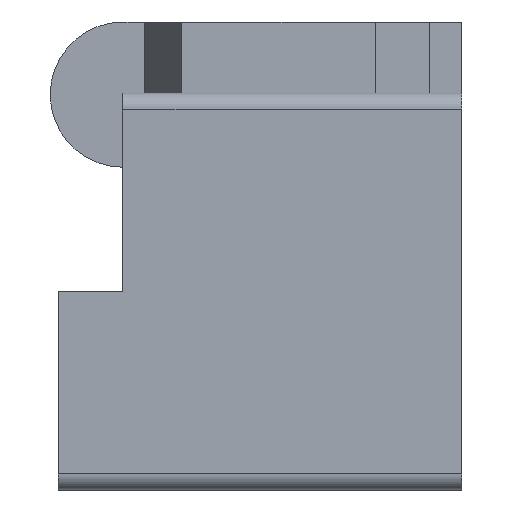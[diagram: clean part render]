
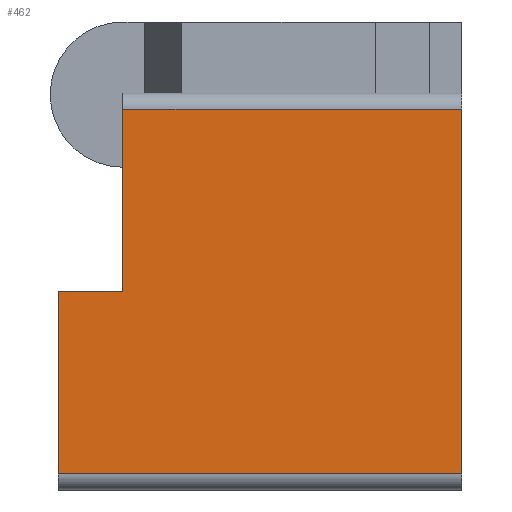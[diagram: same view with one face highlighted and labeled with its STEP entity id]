
A CAD part, front view. The second image highlights one B-rep face of the part: STEP entity #462.
In plain terms, the highlighted planar face has unit normal (0, -1, 0).
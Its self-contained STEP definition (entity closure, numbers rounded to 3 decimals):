
#98 = VERTEX_POINT('',#99);
#99 = CARTESIAN_POINT('',(0.637,-1.,0.05));
#106 = EDGE_CURVE('',#107,#98,#109,.T.);
#107 = VERTEX_POINT('',#108);
#108 = CARTESIAN_POINT('',(0.637,-1.,1.18));
#109 = LINE('',#110,#111);
#110 = CARTESIAN_POINT('',(0.637,-1.,1.18));
#111 = VECTOR('',#112,1.);
#112 = DIRECTION('',(0.,0.,-1.));
#328 = VERTEX_POINT('',#329);
#329 = CARTESIAN_POINT('',(-0.613,-1.,0.615));
#337 = VERTEX_POINT('',#338);
#338 = CARTESIAN_POINT('',(-0.413,-1.,0.615));
#344 = EDGE_CURVE('',#328,#337,#345,.T.);
#345 = LINE('',#346,#347);
#346 = CARTESIAN_POINT('',(-0.613,-1.,0.615));
#347 = VECTOR('',#348,1.);
#348 = DIRECTION('',(1.,0.,0.));
#399 = EDGE_CURVE('',#328,#400,#402,.T.);
#400 = VERTEX_POINT('',#401);
#401 = CARTESIAN_POINT('',(-0.613,-1.,0.05)
  );
#402 = LINE('',#403,#404);
#403 = CARTESIAN_POINT('',(-0.613,-1.,0.615));
#404 = VECTOR('',#405,1.);
#405 = DIRECTION('',(0.,0.,-1.));
#462 = ADVANCED_FACE('',(#463),#488,.T.);
#463 = FACE_BOUND('',#464,.F.);
#464 = EDGE_LOOP('',(#465,#466,#474,#480,#481,#487));
#465 = ORIENTED_EDGE('',*,*,#344,.T.);
#466 = ORIENTED_EDGE('',*,*,#467,.F.);
#467 = EDGE_CURVE('',#468,#337,#470,.T.);
#468 = VERTEX_POINT('',#469);
#469 = CARTESIAN_POINT('',(-0.413,-1.,1.18));
#470 = LINE('',#471,#472);
#471 = CARTESIAN_POINT('',(-0.413,-1.,1.18));
#472 = VECTOR('',#473,1.);
#473 = DIRECTION('',(0.,0.,-1.));
#474 = ORIENTED_EDGE('',*,*,#475,.F.);
#475 = EDGE_CURVE('',#107,#468,#476,.T.);
#476 = LINE('',#477,#478);
#477 = CARTESIAN_POINT('',(0.637,-1.,1.18));
#478 = VECTOR('',#479,1.);
#479 = DIRECTION('',(-1.,0.,0.));
#480 = ORIENTED_EDGE('',*,*,#106,.T.);
#481 = ORIENTED_EDGE('',*,*,#482,.T.);
#482 = EDGE_CURVE('',#98,#400,#483,.T.);
#483 = LINE('',#484,#485);
#484 = CARTESIAN_POINT('',(0.637,-1.,0.05));
#485 = VECTOR('',#486,1.);
#486 = DIRECTION('',(-1.,0.,0.));
#487 = ORIENTED_EDGE('',*,*,#399,.F.);
#488 = PLANE('',#489);
#489 = AXIS2_PLACEMENT_3D('',#490,#491,#492);
#490 = CARTESIAN_POINT('',(0.637,-1.,1.18));
#491 = DIRECTION('',(0.,-1.,0.));
#492 = DIRECTION('',(0.,0.,-1.));
